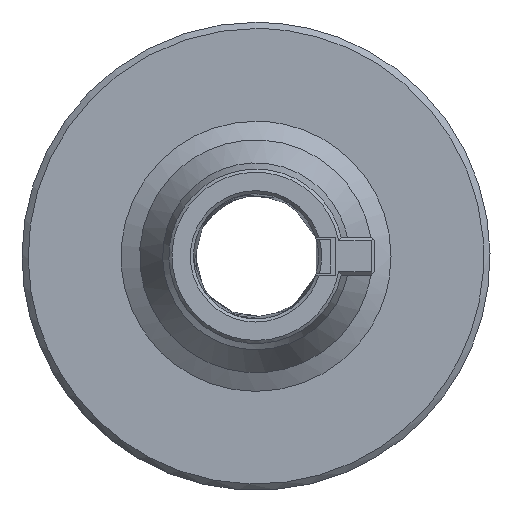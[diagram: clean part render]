
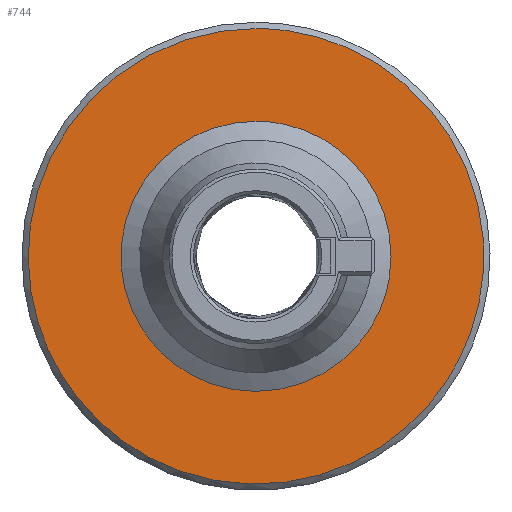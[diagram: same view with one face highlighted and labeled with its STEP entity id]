
A CAD part, left-side view. The second image highlights one B-rep face of the part: STEP entity #744.
In plain terms, the highlighted free-form (B-spline) face has degree [1, 1] with [2, 2] control points.
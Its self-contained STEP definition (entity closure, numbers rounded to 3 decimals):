
#694 = VERTEX_POINT('',#695);
#695 = CARTESIAN_POINT('',(12.292,-17.54,-2.853)
  );
#700 = EDGE_CURVE('',#694,#701,#703,.T.);
#701 = VERTEX_POINT('',#702);
#702 = CARTESIAN_POINT('',(12.292,0.,17.771));
#703 = ( BOUNDED_CURVE() B_SPLINE_CURVE(2,(#704,#705,#706),
.UNSPECIFIED.,.F.,.F.) B_SPLINE_CURVE_WITH_KNOTS((3,3),(4.551,
6.283),.PIECEWISE_BEZIER_KNOTS.) CURVE() 
GEOMETRIC_REPRESENTATION_ITEM() RATIONAL_B_SPLINE_CURVE((1.,
0.648,1.)) REPRESENTATION_ITEM('') );
#704 = CARTESIAN_POINT('',(12.292,-17.54,-2.853)
  );
#705 = CARTESIAN_POINT('',(12.292,-20.895,17.771
    ));
#706 = CARTESIAN_POINT('',(12.292,0.,
    17.771));
#708 = EDGE_CURVE('',#701,#694,#709,.T.);
#709 = ( BOUNDED_CURVE() B_SPLINE_CURVE(2,(#710,#711,#712,#713,#714),
.UNSPECIFIED.,.F.,.F.) B_SPLINE_CURVE_WITH_KNOTS((3,2,3),(0.,
2.276,4.551),.PIECEWISE_BEZIER_KNOTS.) CURVE() 
GEOMETRIC_REPRESENTATION_ITEM() RATIONAL_B_SPLINE_CURVE((1.,
0.42,1.,0.42,1.)) REPRESENTATION_ITEM('') );
#710 = CARTESIAN_POINT('',(12.292,0.,17.771));
#711 = CARTESIAN_POINT('',(12.292,38.442,
    17.771));
#712 = CARTESIAN_POINT('',(12.292,13.537,
    -11.513));
#713 = CARTESIAN_POINT('',(12.292,-11.368,
    -40.797));
#714 = CARTESIAN_POINT('',(12.292,-17.54,-2.853)
  );
#744 = ADVANCED_FACE('',(#745,#759),#763,.T.);
#745 = FACE_BOUND('',#746,.T.);
#746 = EDGE_LOOP('',(#747));
#747 = ORIENTED_EDGE('',*,*,#748,.T.);
#748 = EDGE_CURVE('',#749,#749,#751,.T.);
#749 = VERTEX_POINT('',#750);
#750 = CARTESIAN_POINT('',(12.292,0.,29.97));
#751 = ( BOUNDED_CURVE() B_SPLINE_CURVE(2,(#752,#753,#754,#755,#756,#757
,#758),.UNSPECIFIED.,.T.,.F.) B_SPLINE_CURVE_WITH_KNOTS((1,2,2,2,2,1),(
    -2.094,0.,2.094,4.189,6.283,
8.378),.UNSPECIFIED.) CURVE() GEOMETRIC_REPRESENTATION_ITEM() 
RATIONAL_B_SPLINE_CURVE((1.,0.5,1.,0.5,1.,0.5,1.)) REPRESENTATION_ITEM(
  '') );
#752 = CARTESIAN_POINT('',(12.292,0.,29.97));
#753 = CARTESIAN_POINT('',(12.292,51.91,
    29.97));
#754 = CARTESIAN_POINT('',(12.292,25.955,
    -14.985));
#755 = CARTESIAN_POINT('',(12.292,0.,
    -59.94));
#756 = CARTESIAN_POINT('',(12.292,-25.955,
    -14.985));
#757 = CARTESIAN_POINT('',(12.292,-51.91,
    29.97));
#758 = CARTESIAN_POINT('',(12.292,0.,29.97));
#759 = FACE_BOUND('',#760,.T.);
#760 = EDGE_LOOP('',(#761,#762));
#761 = ORIENTED_EDGE('',*,*,#708,.F.);
#762 = ORIENTED_EDGE('',*,*,#700,.F.);
#763 = B_SPLINE_SURFACE_WITH_KNOTS('',1,1,(
    (#764,#765)
    ,(#766,#767
    )),.UNSPECIFIED.,.F.,.F.,.F.,(2,2),(2,2),(-36.572,
    36.572),(-73.144,0.),.PIECEWISE_BEZIER_KNOTS.);
#764 = CARTESIAN_POINT('',(12.292,-29.97,
    -29.97));
#765 = CARTESIAN_POINT('',(12.292,29.97,
    -29.97));
#766 = CARTESIAN_POINT('',(12.292,-29.97,
    29.97));
#767 = CARTESIAN_POINT('',(12.292,29.97,
    29.97));
